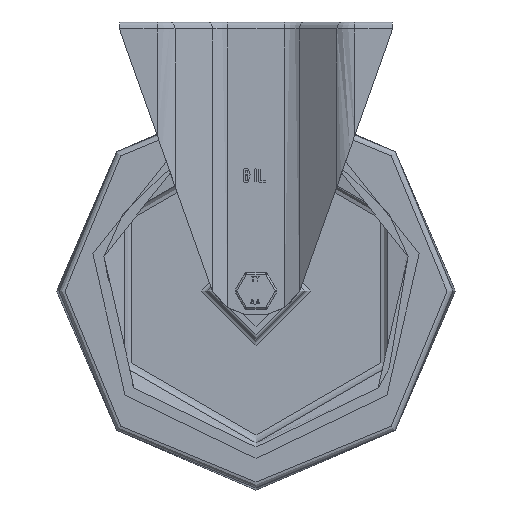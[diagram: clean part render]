
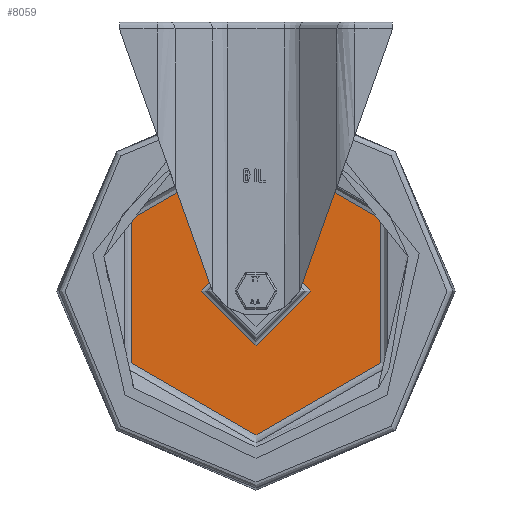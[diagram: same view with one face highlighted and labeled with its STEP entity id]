
A CAD part, front view. The second image highlights one B-rep face of the part: STEP entity #8059.
In plain terms, the highlighted planar face has unit normal (0, -1, 0).
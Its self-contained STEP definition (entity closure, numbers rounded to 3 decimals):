
#271=FACE_BOUND('',#1428,.T.);
#363=PLANE('',#8848);
#924=FACE_OUTER_BOUND('',#1427,.T.);
#1427=EDGE_LOOP('',(#6176));
#1428=EDGE_LOOP('',(#6177));
#3136=CIRCLE('',#8806,72.25);
#3137=CIRCLE('',#8808,27.5);
#3614=VERTEX_POINT('',#12865);
#3615=VERTEX_POINT('',#12869);
#4515=EDGE_CURVE('',#3614,#3614,#3136,.T.);
#4516=EDGE_CURVE('',#3615,#3615,#3137,.T.);
#6176=ORIENTED_EDGE('',*,*,#4515,.F.);
#6177=ORIENTED_EDGE('',*,*,#4516,.T.);
#8059=ADVANCED_FACE('',(#924,#271),#363,.T.);
#8806=AXIS2_PLACEMENT_3D('',#12867,#10199,#10200);
#8808=AXIS2_PLACEMENT_3D('',#12870,#10203,#10204);
#8848=AXIS2_PLACEMENT_3D('',#12933,#10289,#10290);
#10199=DIRECTION('center_axis',(0.,1.,0.));
#10200=DIRECTION('ref_axis',(0.,0.,1.));
#10203=DIRECTION('center_axis',(0.,1.,0.));
#10204=DIRECTION('ref_axis',(0.,0.,1.));
#10289=DIRECTION('center_axis',(0.,-1.,0.));
#10290=DIRECTION('ref_axis',(0.,0.,-1.));
#12865=CARTESIAN_POINT('',(0.,-3.,-72.25));
#12867=CARTESIAN_POINT('Origin',(0.,-3.,0.));
#12869=CARTESIAN_POINT('',(0.,-3.,-27.5));
#12870=CARTESIAN_POINT('Origin',(0.,-3.,0.));
#12933=CARTESIAN_POINT('Origin',(0.,-3.,49.875));
